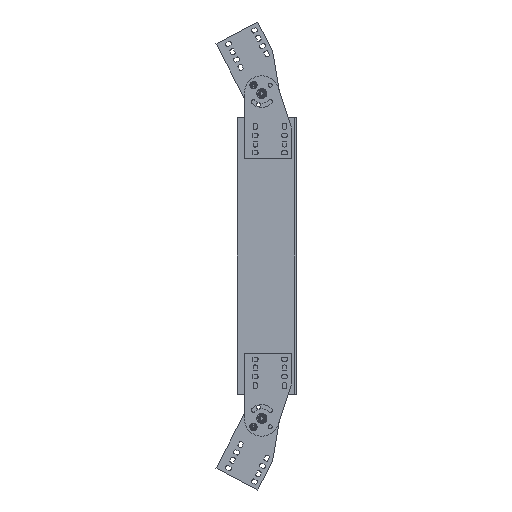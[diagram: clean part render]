
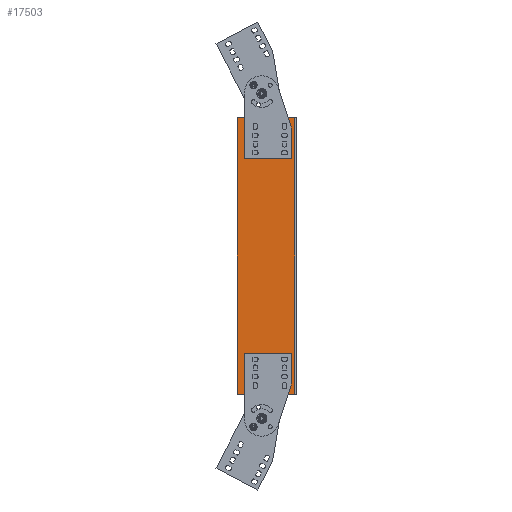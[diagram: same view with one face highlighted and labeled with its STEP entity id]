
A CAD part, left-side view. The second image highlights one B-rep face of the part: STEP entity #17503.
In plain terms, the highlighted planar face has unit normal (-1, 0, 0).
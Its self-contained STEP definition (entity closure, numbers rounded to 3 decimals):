
#207 = CARTESIAN_POINT ( 'NONE',  ( -184.243, -13.633, 109.287 ) ) ;
#215 = DIRECTION ( 'NONE',  ( 0., 0., -1. ) ) ;
#258 = CARTESIAN_POINT ( 'NONE',  ( -184.243, -42.057, -131.521 ) ) ;
#462 = DIRECTION ( 'NONE',  ( 0., -0.309, 0.951 ) ) ;
#792 = DIRECTION ( 'NONE',  ( 0., 0., -1. ) ) ;
#2424 = EDGE_CURVE ( 'NONE', #22447, #22378, #10171, .T. ) ;
#2432 = EDGE_CURVE ( 'NONE', #23142, #23258, #6417, .T. ) ;
#2435 = EDGE_CURVE ( 'NONE', #22320, #22915, #5465, .T. ) ;
#2437 = EDGE_CURVE ( 'NONE', #22591, #22656, #5467, .T. ) ;
#2442 = EDGE_CURVE ( 'NONE', #22591, #22386, #5440, .T. ) ;
#2451 = EDGE_CURVE ( 'NONE', #23258, #22320, #5472, .T. ) ;
#2462 = EDGE_CURVE ( 'NONE', #22656, #22682, #5463, .T. ) ;
#2482 = EDGE_CURVE ( 'NONE', #22610, #23254, #5420, .T. ) ;
#2604 = EDGE_CURVE ( 'NONE', #23142, #22890, #5962, .T. ) ;
#2621 = EDGE_CURVE ( 'NONE', #22378, #22682, #5773, .T. ) ;
#2894 = EDGE_CURVE ( 'NONE', #22783, #23254, #5945, .T. ) ;
#2906 = EDGE_CURVE ( 'NONE', #22610, #22447, #5991, .T. ) ;
#2981 = EDGE_CURVE ( 'NONE', #22890, #22783, #6225, .T. ) ;
#3136 = EDGE_CURVE ( 'NONE', #22915, #22386, #6310, .T. ) ;
#3565 = EDGE_LOOP ( 'NONE', ( #17166, #16989, #16612, #17237, #17214, #16712, #17291, #17112, #17209, #17219, #16844, #16846, #17196, #17216 ) ) ;
#5413 = VECTOR ( 'NONE', #9161, 1000. ) ;
#5418 = VECTOR ( 'NONE', #9241, 1000. ) ;
#5420 = LINE ( 'NONE', #9164, #5413 ) ;
#5440 = LINE ( 'NONE', #9357, #5443 ) ;
#5443 = VECTOR ( 'NONE', #9324, 1000. ) ;
#5450 = VECTOR ( 'NONE', #9345, 1000. ) ;
#5459 = VECTOR ( 'NONE', #9336, 1000. ) ;
#5463 = LINE ( 'NONE', #9252, #5418 ) ;
#5465 = LINE ( 'NONE', #9576, #5459 ) ;
#5467 = LINE ( 'NONE', #9555, #5450 ) ;
#5472 = LINE ( 'NONE', #9304, #5475 ) ;
#5475 = VECTOR ( 'NONE', #9296, 1000. ) ;
#5525 = VECTOR ( 'NONE', #8891, 1000. ) ;
#5577 = VECTOR ( 'NONE', #13919, 1000. ) ;
#5724 = VECTOR ( 'NONE', #13159, 1000. ) ;
#5773 = LINE ( 'NONE', #13939, #5577 ) ;
#5808 = VECTOR ( 'NONE', #13726, 1000. ) ;
#5945 = LINE ( 'NONE', #13102, #5724 ) ;
#5956 = VECTOR ( 'NONE', #792, 1000. ) ;
#5962 = LINE ( 'NONE', #13847, #5808 ) ;
#5991 = LINE ( 'NONE', #13226, #5956 ) ;
#6225 = LINE ( 'NONE', #258, #6244 ) ;
#6244 = VECTOR ( 'NONE', #462, 1000. ) ;
#6310 = LINE ( 'NONE', #207, #6464 ) ;
#6417 = LINE ( 'NONE', #9441, #5525 ) ;
#6464 = VECTOR ( 'NONE', #215, 1000. ) ;
#8891 = DIRECTION ( 'NONE',  ( 0., 0., 1. ) ) ;
#9161 = DIRECTION ( 'NONE',  ( 0., -1., 0. ) ) ;
#9164 = CARTESIAN_POINT ( 'NONE',  ( -184.243, 26.373, -165. ) ) ;
#9241 = DIRECTION ( 'NONE',  ( 0., 1., 0. ) ) ;
#9252 = CARTESIAN_POINT ( 'NONE',  ( -184.243, 78.367, 235. ) ) ;
#9296 = DIRECTION ( 'NONE',  ( 0., 1., 0. ) ) ;
#9304 = CARTESIAN_POINT ( 'NONE',  ( -184.243, 78.367, 235. ) ) ;
#9324 = DIRECTION ( 'NONE',  ( 0., -1., 0. ) ) ;
#9336 = DIRECTION ( 'NONE',  ( 0., -0.309, -0.951 ) ) ;
#9345 = DIRECTION ( 'NONE',  ( 0., 0., 1. ) ) ;
#9357 = CARTESIAN_POINT ( 'NONE',  ( -184.243, 26.373, 165. ) ) ;
#9441 = CARTESIAN_POINT ( 'NONE',  ( -184.243, -19.833, -235. ) ) ;
#9529 = DIRECTION ( 'NONE',  ( 0., 1., 0. ) ) ;
#9540 = CARTESIAN_POINT ( 'NONE',  ( -184.243, 78.367, -235. ) ) ;
#9555 = CARTESIAN_POINT ( 'NONE',  ( -184.243, 66.367, 109.287 ) ) ;
#9576 = CARTESIAN_POINT ( 'NONE',  ( -184.243, -42.057, 131.521 ) ) ;
#10171 = LINE ( 'NONE', #9540, #10227 ) ;
#10227 = VECTOR ( 'NONE', #9529, 1000. ) ;
#12204 = AXIS2_PLACEMENT_3D ( 'NONE', #16550, #15697, #15774 ) ;
#13102 = CARTESIAN_POINT ( 'NONE',  ( -184.243, -13.633, -109.287 ) ) ;
#13159 = DIRECTION ( 'NONE',  ( 0., 0., 1. ) ) ;
#13226 = CARTESIAN_POINT ( 'NONE',  ( -184.243, 66.367, -109.287 ) ) ;
#13726 = DIRECTION ( 'NONE',  ( 0., 1., 0. ) ) ;
#13847 = CARTESIAN_POINT ( 'NONE',  ( -184.243, 78.367, -235. ) ) ;
#13919 = DIRECTION ( 'NONE',  ( 0., 0., 1. ) ) ;
#13939 = CARTESIAN_POINT ( 'NONE',  ( -184.243, 78.367, -235. ) ) ;
#15697 = DIRECTION ( 'NONE',  ( 1., 0., 0. ) ) ;
#15774 = DIRECTION ( 'NONE',  ( 0., -1., 0. ) ) ;
#16542 = PLANE ( 'NONE',  #12204 ) ;
#16550 = CARTESIAN_POINT ( 'NONE',  ( -184.243, 78.367, -235. ) ) ;
#16612 = ORIENTED_EDGE ( 'NONE', *, *, #2442, .F. ) ;
#16712 = ORIENTED_EDGE ( 'NONE', *, *, #2621, .F. ) ;
#16844 = ORIENTED_EDGE ( 'NONE', *, *, #2981, .F. ) ;
#16846 = ORIENTED_EDGE ( 'NONE', *, *, #2604, .F. ) ;
#16989 = ORIENTED_EDGE ( 'NONE', *, *, #3136, .T. ) ;
#17112 = ORIENTED_EDGE ( 'NONE', *, *, #2906, .F. ) ;
#17166 = ORIENTED_EDGE ( 'NONE', *, *, #2435, .T. ) ;
#17196 = ORIENTED_EDGE ( 'NONE', *, *, #2432, .T. ) ;
#17209 = ORIENTED_EDGE ( 'NONE', *, *, #2482, .T. ) ;
#17214 = ORIENTED_EDGE ( 'NONE', *, *, #2462, .T. ) ;
#17216 = ORIENTED_EDGE ( 'NONE', *, *, #2451, .T. ) ;
#17219 = ORIENTED_EDGE ( 'NONE', *, *, #2894, .F. ) ;
#17237 = ORIENTED_EDGE ( 'NONE', *, *, #2437, .T. ) ;
#17291 = ORIENTED_EDGE ( 'NONE', *, *, #2424, .F. ) ;
#17503 = ADVANCED_FACE ( 'NONE', ( #23984 ), #16542, .F. ) ;
#20137 = CARTESIAN_POINT ( 'NONE',  ( -184.243, -13.633, -165. ) ) ;
#20219 = CARTESIAN_POINT ( 'NONE',  ( -184.243, -19.833, 235. ) ) ;
#20235 = CARTESIAN_POINT ( 'NONE',  ( -184.243, -19.833, -235. ) ) ;
#20262 = CARTESIAN_POINT ( 'NONE',  ( -184.243, 66.367, -165. ) ) ;
#20409 = CARTESIAN_POINT ( 'NONE',  ( -184.243, -13.633, -219. ) ) ;
#20443 = CARTESIAN_POINT ( 'NONE',  ( -184.243, 66.367, 165. ) ) ;
#20456 = CARTESIAN_POINT ( 'NONE',  ( -184.243, -13.633, 219. ) ) ;
#20467 = CARTESIAN_POINT ( 'NONE',  ( -184.243, 78.367, 235. ) ) ;
#20479 = CARTESIAN_POINT ( 'NONE',  ( -184.243, -8.434, -235. ) ) ;
#20513 = CARTESIAN_POINT ( 'NONE',  ( -184.243, 66.367, 235. ) ) ;
#20569 = CARTESIAN_POINT ( 'NONE',  ( -184.243, 78.367, -235. ) ) ;
#20570 = CARTESIAN_POINT ( 'NONE',  ( -184.243, -13.633, 165. ) ) ;
#21103 = CARTESIAN_POINT ( 'NONE',  ( -184.243, -8.434, 235. ) ) ;
#21212 = CARTESIAN_POINT ( 'NONE',  ( -184.243, 66.367, -235. ) ) ;
#22320 = VERTEX_POINT ( 'NONE', #21103 ) ;
#22378 = VERTEX_POINT ( 'NONE', #20569 ) ;
#22386 = VERTEX_POINT ( 'NONE', #20570 ) ;
#22447 = VERTEX_POINT ( 'NONE', #21212 ) ;
#22591 = VERTEX_POINT ( 'NONE', #20443 ) ;
#22610 = VERTEX_POINT ( 'NONE', #20262 ) ;
#22656 = VERTEX_POINT ( 'NONE', #20513 ) ;
#22682 = VERTEX_POINT ( 'NONE', #20467 ) ;
#22783 = VERTEX_POINT ( 'NONE', #20409 ) ;
#22890 = VERTEX_POINT ( 'NONE', #20479 ) ;
#22915 = VERTEX_POINT ( 'NONE', #20456 ) ;
#23142 = VERTEX_POINT ( 'NONE', #20235 ) ;
#23254 = VERTEX_POINT ( 'NONE', #20137 ) ;
#23258 = VERTEX_POINT ( 'NONE', #20219 ) ;
#23984 = FACE_OUTER_BOUND ( 'NONE', #3565, .T. ) ;
